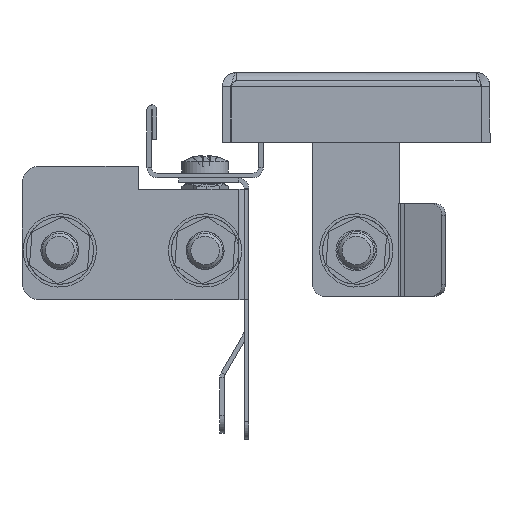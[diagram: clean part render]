
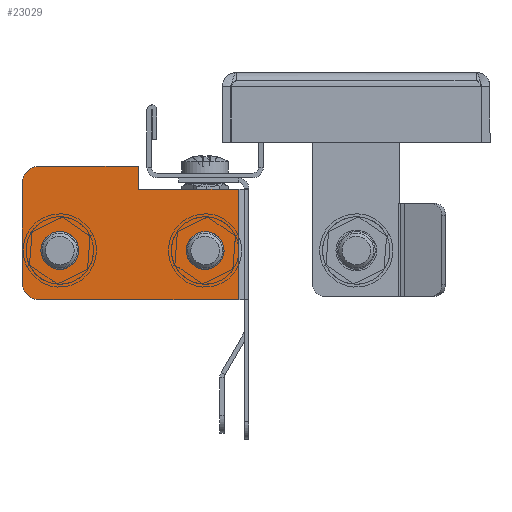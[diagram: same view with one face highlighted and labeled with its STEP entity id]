
A CAD part, left-side view. The second image highlights one B-rep face of the part: STEP entity #23029.
In plain terms, the highlighted planar face has unit normal (-1, 0, 0).
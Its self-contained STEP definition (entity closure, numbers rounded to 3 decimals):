
#1391 = CARTESIAN_POINT ( 'NONE',  ( -353., 20.3, -20.1 ) ) ;
#1909 = CARTESIAN_POINT ( 'NONE',  ( -353., 54.25, -30.6 ) ) ;
#2426 = VECTOR ( 'NONE', #57651, 1000. ) ;
#3214 = ORIENTED_EDGE ( 'NONE', *, *, #8680, .T. ) ;
#3486 = DIRECTION ( 'NONE',  ( 0., -1., 0. ) ) ;
#4326 = CARTESIAN_POINT ( 'NONE',  ( -353., 54.5, -36.1 ) ) ;
#5013 = AXIS2_PLACEMENT_3D ( 'NONE', #4326, #53671, #35673 ) ;
#5146 = DIRECTION ( 'NONE',  ( 0., -1., 0. ) ) ;
#5386 = ORIENTED_EDGE ( 'NONE', *, *, #35612, .T. ) ;
#5446 = EDGE_LOOP ( 'NONE', ( #8656, #19936, #5386, #32908, #3214, #49452, #47206, #19443 ) ) ;
#5574 = EDGE_CURVE ( 'NONE', #51966, #24436, #9131, .T. ) ;
#5598 = CIRCLE ( 'NONE', #51680, 3.25 ) ;
#6324 = EDGE_LOOP ( 'NONE', ( #22285, #20728 ) ) ;
#8656 = ORIENTED_EDGE ( 'NONE', *, *, #57312, .T. ) ;
#8680 = EDGE_CURVE ( 'NONE', #29107, #42779, #12342, .T. ) ;
#8820 = CARTESIAN_POINT ( 'NONE',  ( -353., 19.3, -16.1 ) ) ;
#8854 = VERTEX_POINT ( 'NONE', #37240 ) ;
#9131 = LINE ( 'NONE', #26037, #27333 ) ;
#9810 = CARTESIAN_POINT ( 'NONE',  ( -353., 20.3, -39.1 ) ) ;
#9850 = CARTESIAN_POINT ( 'NONE',  ( -353., 54.5, -16.1 ) ) ;
#11781 = EDGE_CURVE ( 'NONE', #8854, #27424, #13214, .T. ) ;
#11999 = VERTEX_POINT ( 'NONE', #18009 ) ;
#12342 = LINE ( 'NONE', #22018, #2426 ) ;
#12585 = AXIS2_PLACEMENT_3D ( 'NONE', #23023, #45878, #23401 ) ;
#12961 = AXIS2_PLACEMENT_3D ( 'NONE', #18481, #18123, #5146 ) ;
#13214 = CIRCLE ( 'NONE', #26481, 3.25 ) ;
#13442 = CARTESIAN_POINT ( 'NONE',  ( -353., 51., -30.6 ) ) ;
#14755 = VECTOR ( 'NONE', #48073, 1000. ) ;
#16173 = LINE ( 'NONE', #43203, #14755 ) ;
#16423 = DIRECTION ( 'NONE',  ( -1., 0., 0. ) ) ;
#16802 = PLANE ( 'NONE',  #38473 ) ;
#18009 = CARTESIAN_POINT ( 'NONE',  ( -353., 57.5, -36.1 ) ) ;
#18123 = DIRECTION ( 'NONE',  ( -1., 0., 0. ) ) ;
#18481 = CARTESIAN_POINT ( 'NONE',  ( -353., 54.5, -19.1 ) ) ;
#19260 = VERTEX_POINT ( 'NONE', #9850 ) ;
#19443 = ORIENTED_EDGE ( 'NONE', *, *, #48531, .T. ) ;
#19655 = DIRECTION ( 'NONE',  ( -1., 0., 0. ) ) ;
#19936 = ORIENTED_EDGE ( 'NONE', *, *, #55356, .T. ) ;
#20141 = VECTOR ( 'NONE', #36940, 1000. ) ;
#20377 = CARTESIAN_POINT ( 'NONE',  ( -353., 29.25, -30.6 ) ) ;
#20728 = ORIENTED_EDGE ( 'NONE', *, *, #38247, .F. ) ;
#21241 = FACE_BOUND ( 'NONE', #21501, .T. ) ;
#21488 = VERTEX_POINT ( 'NONE', #56914 ) ;
#21501 = EDGE_LOOP ( 'NONE', ( #57864, #44717 ) ) ;
#22018 = CARTESIAN_POINT ( 'NONE',  ( -353., 19.3, -39.1 ) ) ;
#22285 = ORIENTED_EDGE ( 'NONE', *, *, #46818, .F. ) ;
#22323 = DIRECTION ( 'NONE',  ( 0., 1., 0. ) ) ;
#22602 = CIRCLE ( 'NONE', #12585, 3.25 ) ;
#22988 = AXIS2_PLACEMENT_3D ( 'NONE', #30327, #43620, #3486 ) ;
#23023 = CARTESIAN_POINT ( 'NONE',  ( -353., 51., -30.6 ) ) ;
#23029 = ADVANCED_FACE ( 'NONE', ( #21241, #35248, #23367 ), #16802, .T. ) ;
#23367 = FACE_OUTER_BOUND ( 'NONE', #5446, .T. ) ;
#23401 = DIRECTION ( 'NONE',  ( 0., -1., 0. ) ) ;
#24039 = CARTESIAN_POINT ( 'NONE',  ( -353., 20.3, -40.6 ) ) ;
#24235 = CIRCLE ( 'NONE', #5013, 3. ) ;
#24436 = VERTEX_POINT ( 'NONE', #36962 ) ;
#24677 = LINE ( 'NONE', #51645, #47044 ) ;
#25492 = DIRECTION ( 'NONE',  ( 0., -1., 0. ) ) ;
#26037 = CARTESIAN_POINT ( 'NONE',  ( -353., 19.3, -20.1 ) ) ;
#26361 = VERTEX_POINT ( 'NONE', #1909 ) ;
#26481 = AXIS2_PLACEMENT_3D ( 'NONE', #29740, #16423, #25492 ) ;
#26559 = CIRCLE ( 'NONE', #22988, 3.25 ) ;
#27333 = VECTOR ( 'NONE', #40257, 1000. ) ;
#27424 = VERTEX_POINT ( 'NONE', #20377 ) ;
#28754 = CARTESIAN_POINT ( 'NONE',  ( -353., 47.75, -30.6 ) ) ;
#29107 = VERTEX_POINT ( 'NONE', #34576 ) ;
#29740 = CARTESIAN_POINT ( 'NONE',  ( -353., 26., -30.6 ) ) ;
#30327 = CARTESIAN_POINT ( 'NONE',  ( -353., 26., -30.6 ) ) ;
#32908 = ORIENTED_EDGE ( 'NONE', *, *, #36978, .T. ) ;
#33409 = LINE ( 'NONE', #8820, #38285 ) ;
#34403 = DIRECTION ( 'NONE',  ( 0., -1., 0. ) ) ;
#34495 = CARTESIAN_POINT ( 'NONE',  ( -353., 37.5, -16.1 ) ) ;
#34576 = CARTESIAN_POINT ( 'NONE',  ( -353., 54.5, -39.1 ) ) ;
#34866 = LINE ( 'NONE', #24039, #20141 ) ;
#35248 = FACE_BOUND ( 'NONE', #6324, .T. ) ;
#35612 = EDGE_CURVE ( 'NONE', #21488, #11999, #16173, .T. ) ;
#35673 = DIRECTION ( 'NONE',  ( 0., -1., 0. ) ) ;
#36940 = DIRECTION ( 'NONE',  ( 0., 0., 1. ) ) ;
#36962 = CARTESIAN_POINT ( 'NONE',  ( -353., 37.5, -20.1 ) ) ;
#36978 = EDGE_CURVE ( 'NONE', #11999, #29107, #24235, .T. ) ;
#37070 = DIRECTION ( 'NONE',  ( 0., -1., 0. ) ) ;
#37240 = CARTESIAN_POINT ( 'NONE',  ( -353., 22.75, -30.6 ) ) ;
#38247 = EDGE_CURVE ( 'NONE', #26361, #54596, #5598, .T. ) ;
#38285 = VECTOR ( 'NONE', #22323, 1000. ) ;
#38473 = AXIS2_PLACEMENT_3D ( 'NONE', #47891, #52587, #34403 ) ;
#40257 = DIRECTION ( 'NONE',  ( 0., 1., 0. ) ) ;
#41922 = EDGE_CURVE ( 'NONE', #42779, #51966, #34866, .T. ) ;
#42779 = VERTEX_POINT ( 'NONE', #9810 ) ;
#43203 = CARTESIAN_POINT ( 'NONE',  ( -353., 57.5, -40.6 ) ) ;
#43620 = DIRECTION ( 'NONE',  ( -1., 0., 0. ) ) ;
#44717 = ORIENTED_EDGE ( 'NONE', *, *, #54666, .F. ) ;
#45878 = DIRECTION ( 'NONE',  ( -1., 0., 0. ) ) ;
#46818 = EDGE_CURVE ( 'NONE', #54596, #26361, #22602, .T. ) ;
#46964 = VERTEX_POINT ( 'NONE', #34495 ) ;
#47044 = VECTOR ( 'NONE', #47357, 1000. ) ;
#47206 = ORIENTED_EDGE ( 'NONE', *, *, #5574, .T. ) ;
#47357 = DIRECTION ( 'NONE',  ( 0., 0., 1. ) ) ;
#47891 = CARTESIAN_POINT ( 'NONE',  ( -353., 19.3, -40.6 ) ) ;
#48073 = DIRECTION ( 'NONE',  ( 0., 0., -1. ) ) ;
#48531 = EDGE_CURVE ( 'NONE', #24436, #46964, #24677, .T. ) ;
#49452 = ORIENTED_EDGE ( 'NONE', *, *, #41922, .T. ) ;
#51645 = CARTESIAN_POINT ( 'NONE',  ( -353., 37.5, -40.6 ) ) ;
#51680 = AXIS2_PLACEMENT_3D ( 'NONE', #13442, #19655, #37070 ) ;
#51966 = VERTEX_POINT ( 'NONE', #1391 ) ;
#52587 = DIRECTION ( 'NONE',  ( -1., 0., 0. ) ) ;
#53671 = DIRECTION ( 'NONE',  ( -1., 0., 0. ) ) ;
#54596 = VERTEX_POINT ( 'NONE', #28754 ) ;
#54666 = EDGE_CURVE ( 'NONE', #27424, #8854, #26559, .T. ) ;
#55002 = CIRCLE ( 'NONE', #12961, 3. ) ;
#55356 = EDGE_CURVE ( 'NONE', #19260, #21488, #55002, .T. ) ;
#56914 = CARTESIAN_POINT ( 'NONE',  ( -353., 57.5, -19.1 ) ) ;
#57312 = EDGE_CURVE ( 'NONE', #46964, #19260, #33409, .T. ) ;
#57651 = DIRECTION ( 'NONE',  ( 0., -1., 0. ) ) ;
#57864 = ORIENTED_EDGE ( 'NONE', *, *, #11781, .F. ) ;
